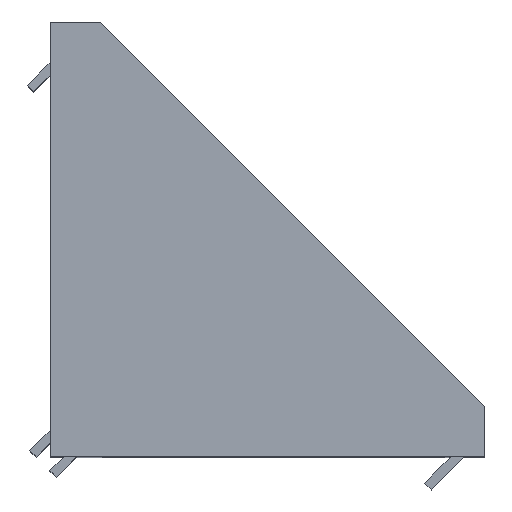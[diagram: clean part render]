
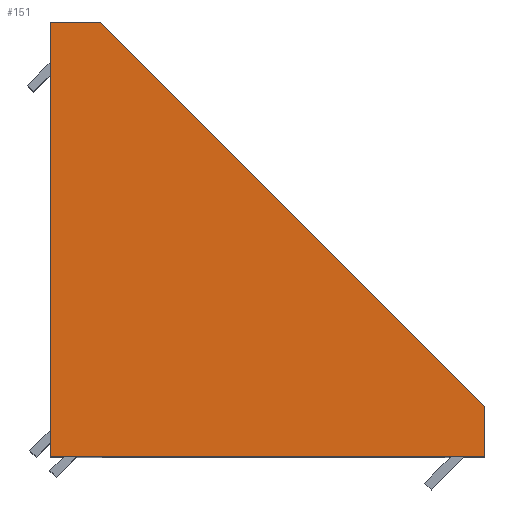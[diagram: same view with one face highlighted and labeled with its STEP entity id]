
A CAD part, top view. The second image highlights one B-rep face of the part: STEP entity #151.
In plain terms, the highlighted planar face has unit normal (0, 0, 1).
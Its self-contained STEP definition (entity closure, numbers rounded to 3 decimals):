
#151 = ADVANCED_FACE ( 'NONE', ( #755 ), #1108, .T. ) ;
#688 = ORIENTED_EDGE ( 'NONE', *, *, #2857, .T. ) ;
#718 = CARTESIAN_POINT ( 'NONE',  ( 10., 86., 44. ) ) ;
#755 = FACE_OUTER_BOUND ( 'NONE', #1335, .T. ) ;
#764 = VECTOR ( 'NONE', #2717, 1000. ) ;
#785 = CARTESIAN_POINT ( 'NONE',  ( 0., 0., 44. ) ) ;
#852 = VECTOR ( 'NONE', #1719, 1000. ) ;
#910 = VERTEX_POINT ( 'NONE', #4476 ) ;
#1006 = CARTESIAN_POINT ( 'NONE',  ( 86., 0., 44. ) ) ;
#1046 = LINE ( 'NONE', #4632, #4349 ) ;
#1061 = LINE ( 'NONE', #1769, #852 ) ;
#1108 = PLANE ( 'NONE',  #4071 ) ;
#1335 = EDGE_LOOP ( 'NONE', ( #1503, #3942, #2912, #688, #2838 ) ) ;
#1503 = ORIENTED_EDGE ( 'NONE', *, *, #1791, .T. ) ;
#1676 = VERTEX_POINT ( 'NONE', #4090 ) ;
#1719 = DIRECTION ( 'NONE',  ( 0., -1., 0. ) ) ;
#1720 = VERTEX_POINT ( 'NONE', #3412 ) ;
#1769 = CARTESIAN_POINT ( 'NONE',  ( 0., 0., 44. ) ) ;
#1791 = EDGE_CURVE ( 'NONE', #1720, #4097, #1046, .T. ) ;
#1996 = VERTEX_POINT ( 'NONE', #4325 ) ;
#2033 = LINE ( 'NONE', #1006, #764 ) ;
#2079 = LINE ( 'NONE', #718, #3377 ) ;
#2131 = CARTESIAN_POINT ( 'NONE',  ( 86., 10., 44. ) ) ;
#2194 = DIRECTION ( 'NONE',  ( 0., 0., 1. ) ) ;
#2451 = EDGE_CURVE ( 'NONE', #4097, #1676, #2033, .T. ) ;
#2545 = DIRECTION ( 'NONE',  ( 1., 0., 0. ) ) ;
#2546 = DIRECTION ( 'NONE',  ( -1., 0., 0. ) ) ;
#2717 = DIRECTION ( 'NONE',  ( 0., 1., 0. ) ) ;
#2777 = DIRECTION ( 'NONE',  ( 1., 0., 0. ) ) ;
#2838 = ORIENTED_EDGE ( 'NONE', *, *, #4376, .T. ) ;
#2857 = EDGE_CURVE ( 'NONE', #1996, #910, #2079, .T. ) ;
#2882 = EDGE_CURVE ( 'NONE', #1676, #1996, #3223, .T. ) ;
#2912 = ORIENTED_EDGE ( 'NONE', *, *, #2882, .T. ) ;
#3204 = DIRECTION ( 'NONE',  ( -0.707, 0.707, 0. ) ) ;
#3223 = LINE ( 'NONE', #2131, #3976 ) ;
#3377 = VECTOR ( 'NONE', #2546, 1000. ) ;
#3412 = CARTESIAN_POINT ( 'NONE',  ( 0., 0., 44. ) ) ;
#3942 = ORIENTED_EDGE ( 'NONE', *, *, #2451, .T. ) ;
#3951 = CARTESIAN_POINT ( 'NONE',  ( 86., 0., 44. ) ) ;
#3976 = VECTOR ( 'NONE', #3204, 1000. ) ;
#4071 = AXIS2_PLACEMENT_3D ( 'NONE', #785, #2194, #2545 ) ;
#4090 = CARTESIAN_POINT ( 'NONE',  ( 86., 10., 44. ) ) ;
#4097 = VERTEX_POINT ( 'NONE', #3951 ) ;
#4325 = CARTESIAN_POINT ( 'NONE',  ( 10., 86., 44. ) ) ;
#4349 = VECTOR ( 'NONE', #2777, 1000. ) ;
#4376 = EDGE_CURVE ( 'NONE', #910, #1720, #1061, .T. ) ;
#4476 = CARTESIAN_POINT ( 'NONE',  ( 0., 86., 44. ) ) ;
#4632 = CARTESIAN_POINT ( 'NONE',  ( 0., 0., 44. ) ) ;
